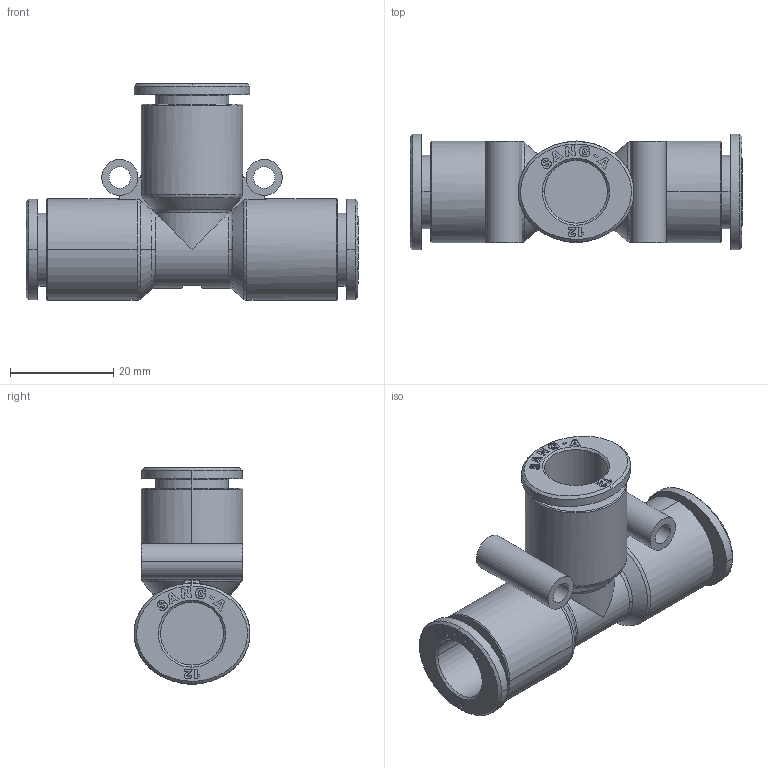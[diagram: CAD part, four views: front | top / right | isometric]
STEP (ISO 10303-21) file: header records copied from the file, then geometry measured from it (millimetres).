
FILE_DESCRIPTION (( 'STEP AP214' ), '1' );
FILE_NAME ('PUT12.stp', '2015-09-04T09:15:23', ( '' ), ( '' ), 'SwSTEP 2.0', 'SolidWorks 2015', '' );
FILE_SCHEMA (( 'AUTOMOTIVE_DESIGN' ));
Length unit declared in the file: millimetre
Products named in the file (2): ｦ+ﾃｦ1; PUT12
Assembly tree (1 placements, depth 2):
  PUT12
    ｦ+ﾃｦ1
Bounding box: 64.4 x 22.5 x 42.05 mm (x, y, z)
Volume: 17444.7 mm3; surface area: 11144.8 mm2
Topology: 1 solids, 1 shells, 1127 faces, 3232 edges, 2147 vertices
Faces by surface type: plane 1023, bspline 32, cylinder 32, cone 25, torus 15
Entity records: 39282 total; most frequent: CARTESIAN_POINT 9137, ORIENTED_EDGE 6464, DIRECTION 5457, EDGE_CURVE 3232, VECTOR 2989, LINE 2989, VERTEX_POINT 2147, AXIS2_PLACEMENT_3D 1234
